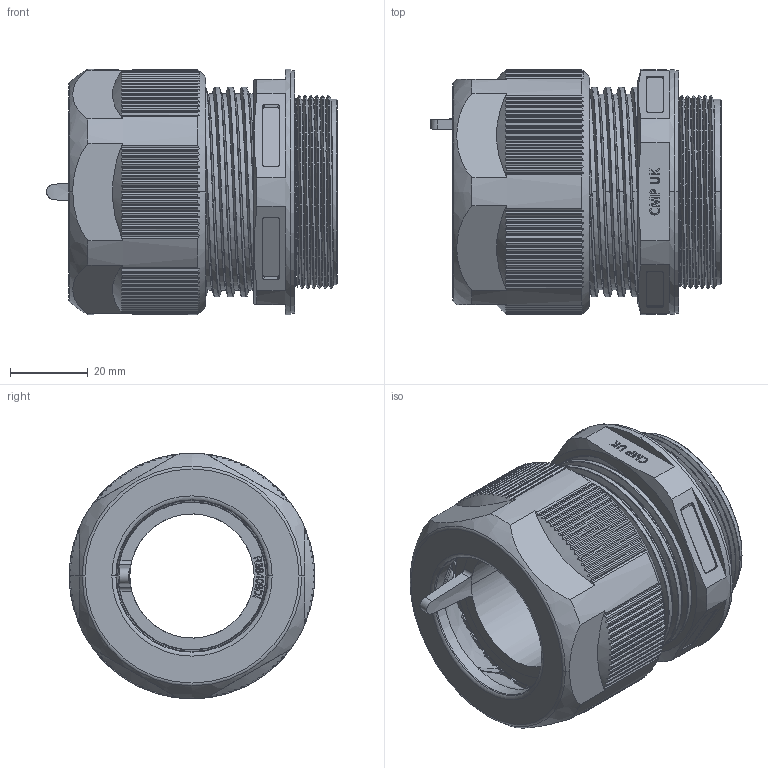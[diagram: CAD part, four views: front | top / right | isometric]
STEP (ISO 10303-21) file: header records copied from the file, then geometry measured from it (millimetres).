
FILE_DESCRIPTION (( 'STEP AP203' ), '1' );
FILE_NAME ('50DTSPE1TA.STEP', '2020-07-28T13:24:11', ( '' ), ( '' ), 'SwSTEP 2.0', 'SolidWorks 2017', '' );
FILE_SCHEMA (( 'CONFIG_CONTROL_DESIGN' ));
Products named in the file (1): 50DTSPE1TA
Bounding box: 74.93 x 63.22 x 63.22 mm (x, y, z)
Surface area: 40880.1 mm2 (no closed solid volume)
Topology: 0 solids, 46 shells, 989 faces, 3342 edges, 2373 vertices
Faces by surface type: plane 407, cylinder 322, bspline 166, torus 62, cone 32
Entity records: 76475 total; most frequent: CARTESIAN_POINT 51171, ORIENTED_EDGE 5640, DIRECTION 4034, EDGE_CURVE 3342, VERTEX_POINT 2374, AXIS2_PLACEMENT_3D 1420, B_SPLINE_CURVE_WITH_KNOTS 1414, LINE 1194
